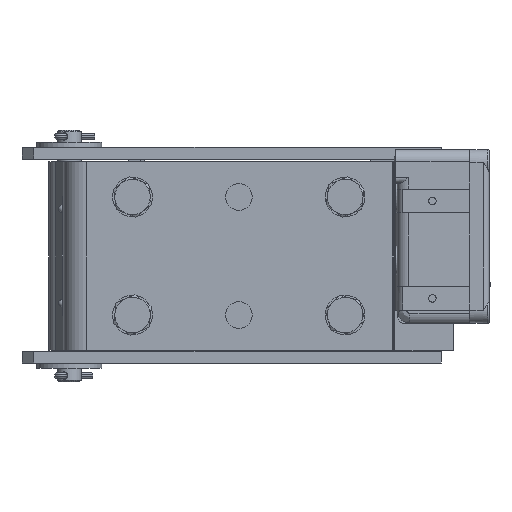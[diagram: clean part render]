
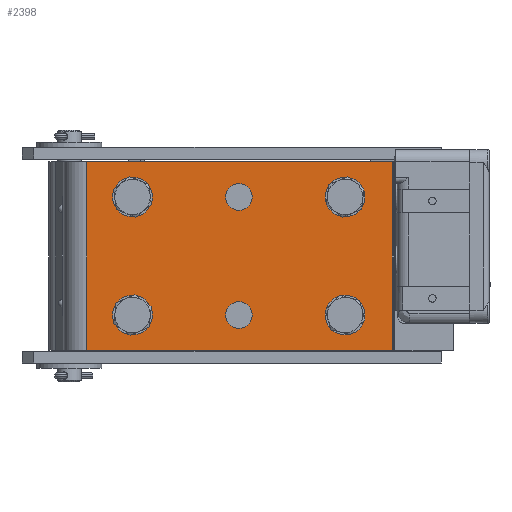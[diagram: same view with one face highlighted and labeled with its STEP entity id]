
A CAD part, front view. The second image highlights one B-rep face of the part: STEP entity #2398.
In plain terms, the highlighted face is planar.
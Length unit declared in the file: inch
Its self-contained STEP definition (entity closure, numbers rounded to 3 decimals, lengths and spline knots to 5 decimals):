
#2067=CARTESIAN_POINT('',(-0.87101,2.,-0.25));
#2068=VERTEX_POINT('',#2067);
#2107=CARTESIAN_POINT('',(-0.87101,-2.,-0.25));
#2108=VERTEX_POINT('',#2107);
#2157=CARTESIAN_POINT('',(-0.87101,-2.,-0.25));
#2158=DIRECTION('',(0.0,1.0,0.0));
#2159=VECTOR('',#2158,4.0);
#2160=LINE('',#2157,#2159);
#2161=EDGE_CURVE('',#2108,#2068,#2160,.T.);
#2194=CARTESIAN_POINT('',(5.59375,-2.0,-0.25));
#2195=VERTEX_POINT('',#2194);
#2196=CARTESIAN_POINT('',(-0.87101,-2.,-0.25));
#2197=DIRECTION('',(1.0,0.0,0.0));
#2198=VECTOR('',#2197,6.46476);
#2199=LINE('',#2196,#2198);
#2200=EDGE_CURVE('',#2108,#2195,#2199,.T.);
#2309=CARTESIAN_POINT('',(0.,0.,-0.25));
#2310=DIRECTION('',(0.0,0.0,1.0));
#2311=DIRECTION('',(1.0,0.0,0.0));
#2312=AXIS2_PLACEMENT_3D('',#2309,#2310,#2311);
#2313=PLANE('',#2312);
#2314=ORIENTED_EDGE('',*,*,#2161,.T.);
#2315=CARTESIAN_POINT('',(5.59375,2.,-0.25));
#2316=VERTEX_POINT('',#2315);
#2317=CARTESIAN_POINT('',(5.59375,2.,-0.25));
#2318=DIRECTION('',(-1.0,0.0,0.0));
#2319=VECTOR('',#2318,6.46476);
#2320=LINE('',#2317,#2319);
#2321=EDGE_CURVE('',#2316,#2068,#2320,.T.);
#2322=ORIENTED_EDGE('',*,*,#2321,.F.);
#2323=CARTESIAN_POINT('',(5.59375,-2.0,-0.25));
#2324=DIRECTION('',(0.0,1.0,0.0));
#2325=VECTOR('',#2324,4.);
#2326=LINE('',#2323,#2325);
#2327=EDGE_CURVE('',#2195,#2316,#2326,.T.);
#2328=ORIENTED_EDGE('',*,*,#2327,.F.);
#2329=ORIENTED_EDGE('',*,*,#2200,.F.);
#2330=EDGE_LOOP('',(#2314,#2322,#2328,#2329));
#2331=FACE_OUTER_BOUND('',#2330,.T.);
#2332=CARTESIAN_POINT('',(4.3125,-1.25,-0.25));
#2333=VERTEX_POINT('',#2332);
#2334=CARTESIAN_POINT('',(4.59375,-1.25,-0.25));
#2335=DIRECTION('',(0.0,0.0,1.0));
#2336=DIRECTION('',(1.0,0.0,0.0));
#2337=AXIS2_PLACEMENT_3D('',#2334,#2335,#2336);
#2338=CIRCLE('',#2337,0.28125);
#2339=EDGE_CURVE('',#2333,#2333,#2338,.T.);
#2340=ORIENTED_EDGE('',*,*,#2339,.T.);
#2341=EDGE_LOOP('',(#2340));
#2342=FACE_BOUND('',#2341,.T.);
#2343=CARTESIAN_POINT('',(2.0625,-1.25,-0.25));
#2344=VERTEX_POINT('',#2343);
#2345=CARTESIAN_POINT('',(2.34375,-1.25,-0.25));
#2346=DIRECTION('',(0.0,0.0,1.0));
#2347=DIRECTION('',(1.0,0.0,0.0));
#2348=AXIS2_PLACEMENT_3D('',#2345,#2346,#2347);
#2349=CIRCLE('',#2348,0.28125);
#2350=EDGE_CURVE('',#2344,#2344,#2349,.T.);
#2351=ORIENTED_EDGE('',*,*,#2350,.T.);
#2352=EDGE_LOOP('',(#2351));
#2353=FACE_BOUND('',#2352,.T.);
#2354=CARTESIAN_POINT('',(-0.1875,-1.25,-0.25));
#2355=VERTEX_POINT('',#2354);
#2356=CARTESIAN_POINT('',(0.09375,-1.25,-0.25));
#2357=DIRECTION('',(0.0,0.0,1.0));
#2358=DIRECTION('',(1.0,0.0,0.0));
#2359=AXIS2_PLACEMENT_3D('',#2356,#2357,#2358);
#2360=CIRCLE('',#2359,0.28125);
#2361=EDGE_CURVE('',#2355,#2355,#2360,.T.);
#2362=ORIENTED_EDGE('',*,*,#2361,.T.);
#2363=EDGE_LOOP('',(#2362));
#2364=FACE_BOUND('',#2363,.T.);
#2365=CARTESIAN_POINT('',(-0.1875,1.25,-0.25));
#2366=VERTEX_POINT('',#2365);
#2367=CARTESIAN_POINT('',(0.09375,1.25,-0.25));
#2368=DIRECTION('',(0.0,0.0,1.0));
#2369=DIRECTION('',(1.0,0.0,0.0));
#2370=AXIS2_PLACEMENT_3D('',#2367,#2368,#2369);
#2371=CIRCLE('',#2370,0.28125);
#2372=EDGE_CURVE('',#2366,#2366,#2371,.T.);
#2373=ORIENTED_EDGE('',*,*,#2372,.T.);
#2374=EDGE_LOOP('',(#2373));
#2375=FACE_BOUND('',#2374,.T.);
#2376=CARTESIAN_POINT('',(2.0625,1.25,-0.25));
#2377=VERTEX_POINT('',#2376);
#2378=CARTESIAN_POINT('',(2.34375,1.25,-0.25));
#2379=DIRECTION('',(0.0,0.0,1.0));
#2380=DIRECTION('',(1.0,0.0,0.0));
#2381=AXIS2_PLACEMENT_3D('',#2378,#2379,#2380);
#2382=CIRCLE('',#2381,0.28125);
#2383=EDGE_CURVE('',#2377,#2377,#2382,.T.);
#2384=ORIENTED_EDGE('',*,*,#2383,.T.);
#2385=EDGE_LOOP('',(#2384));
#2386=FACE_BOUND('',#2385,.T.);
#2387=CARTESIAN_POINT('',(4.3125,1.25,-0.25));
#2388=VERTEX_POINT('',#2387);
#2389=CARTESIAN_POINT('',(4.59375,1.25,-0.25));
#2390=DIRECTION('',(0.0,0.0,1.0));
#2391=DIRECTION('',(1.0,0.0,0.0));
#2392=AXIS2_PLACEMENT_3D('',#2389,#2390,#2391);
#2393=CIRCLE('',#2392,0.28125);
#2394=EDGE_CURVE('',#2388,#2388,#2393,.T.);
#2395=ORIENTED_EDGE('',*,*,#2394,.T.);
#2396=EDGE_LOOP('',(#2395));
#2397=FACE_BOUND('',#2396,.T.);
#2398=ADVANCED_FACE('',(#2331,#2342,#2353,#2364,#2375,#2386,#2397),#2313,.F.);
